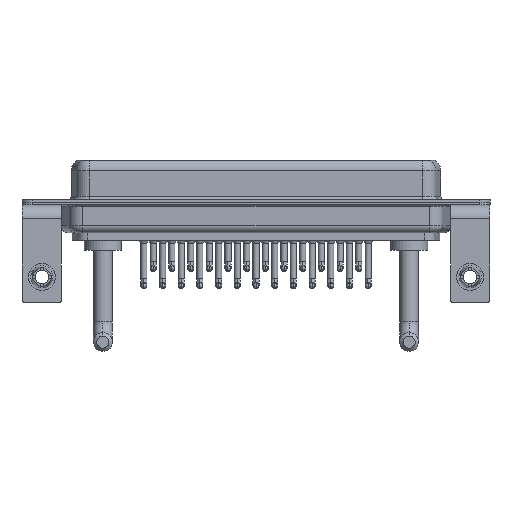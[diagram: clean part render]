
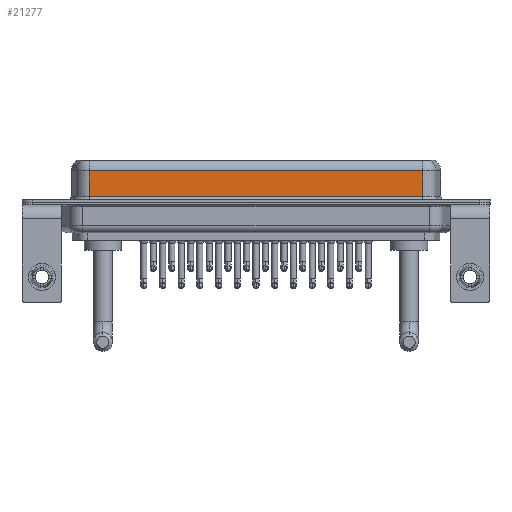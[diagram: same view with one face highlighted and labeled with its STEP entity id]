
A CAD part, front view. The second image highlights one B-rep face of the part: STEP entity #21277.
In plain terms, the highlighted planar face has unit normal (0, -1, 0).
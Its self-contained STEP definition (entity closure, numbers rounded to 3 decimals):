
#637 = CARTESIAN_POINT ( 'NONE',  ( 56.462, -3.95, 6.4 ) ) ;
#1216 = CARTESIAN_POINT ( 'NONE',  ( 56.462, -3.95, 4.65 ) ) ;
#1254 = DIRECTION ( 'NONE',  ( 0., 0., 1. ) ) ;
#2966 = EDGE_CURVE ( 'NONE', #4879, #3633, #15662, .T. ) ;
#3093 = VECTOR ( 'NONE', #15038, 1000. ) ;
#3633 = VERTEX_POINT ( 'NONE', #24649 ) ;
#4219 = CARTESIAN_POINT ( 'NONE',  ( 56.462, -3.95, 0.9 ) ) ;
#4879 = VERTEX_POINT ( 'NONE', #1216 ) ;
#5712 = VECTOR ( 'NONE', #24324, 1000. ) ;
#6517 = VECTOR ( 'NONE', #9179, 1000. ) ;
#7846 = AXIS2_PLACEMENT_3D ( 'NONE', #20100, #18452, #1254 ) ;
#9015 = DIRECTION ( 'NONE',  ( 0., 0., -1. ) ) ;
#9108 = CARTESIAN_POINT ( 'NONE',  ( 7.038, -3.95, 6.4 ) ) ;
#9179 = DIRECTION ( 'NONE',  ( -1., 0., 0. ) ) ;
#9241 = LINE ( 'NONE', #9108, #3093 ) ;
#9594 = LINE ( 'NONE', #26395, #5712 ) ;
#10173 = FACE_OUTER_BOUND ( 'NONE', #26984, .T. ) ;
#10193 = VERTEX_POINT ( 'NONE', #4219 ) ;
#12074 = CARTESIAN_POINT ( 'NONE',  ( 7.038, -3.95, 0.9 ) ) ;
#15038 = DIRECTION ( 'NONE',  ( 0., 0., -1. ) ) ;
#15662 = LINE ( 'NONE', #19635, #6517 ) ;
#16760 = ORIENTED_EDGE ( 'NONE', *, *, #18461, .T. ) ;
#17398 = VECTOR ( 'NONE', #9015, 1000. ) ;
#18452 = DIRECTION ( 'NONE',  ( 0., 1., 0. ) ) ;
#18461 = EDGE_CURVE ( 'NONE', #18565, #10193, #9594, .T. ) ;
#18565 = VERTEX_POINT ( 'NONE', #12074 ) ;
#18812 = EDGE_CURVE ( 'NONE', #4879, #10193, #25529, .T. ) ;
#19635 = CARTESIAN_POINT ( 'NONE',  ( 56.462, -3.95, 4.65 ) ) ;
#20100 = CARTESIAN_POINT ( 'NONE',  ( 56.462, -3.95, 6.4 ) ) ;
#21277 = ADVANCED_FACE ( 'NONE', ( #10173 ), #26856, .F. ) ;
#23117 = ORIENTED_EDGE ( 'NONE', *, *, #23542, .T. ) ;
#23542 = EDGE_CURVE ( 'NONE', #3633, #18565, #9241, .T. ) ;
#24324 = DIRECTION ( 'NONE',  ( 1., 0., 0. ) ) ;
#24517 = ORIENTED_EDGE ( 'NONE', *, *, #18812, .F. ) ;
#24649 = CARTESIAN_POINT ( 'NONE',  ( 7.038, -3.95, 4.65 ) ) ;
#25395 = ORIENTED_EDGE ( 'NONE', *, *, #2966, .T. ) ;
#25529 = LINE ( 'NONE', #637, #17398 ) ;
#26395 = CARTESIAN_POINT ( 'NONE',  ( 56.462, -3.95, 0.9 ) ) ;
#26856 = PLANE ( 'NONE',  #7846 ) ;
#26984 = EDGE_LOOP ( 'NONE', ( #24517, #25395, #23117, #16760 ) ) ;
